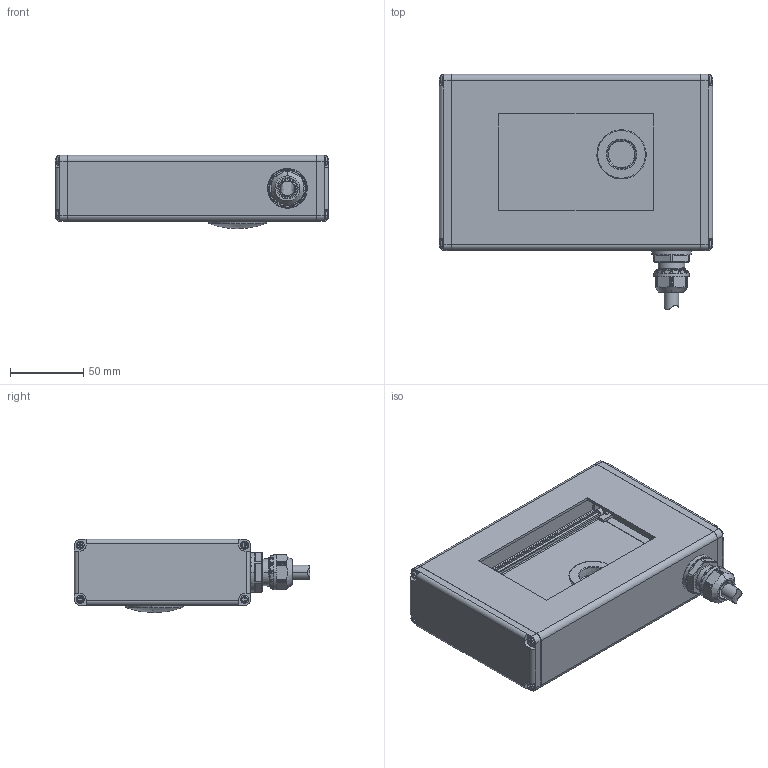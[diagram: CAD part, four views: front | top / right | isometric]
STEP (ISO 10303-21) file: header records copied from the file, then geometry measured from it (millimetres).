
FILE_DESCRIPTION (( 'STEP AP203' ), '1' );
FILE_NAME ('CMC-302N-STP.step', '2025-06-23T07:56:08', ( '' ), ( '' ), 'SwSTEP 2.0', 'SolidWorks 2020', '' );
FILE_SCHEMA (( 'CONFIG_CONTROL_DESIGN' ));
Length unit declared in the file: millimetre
Products named in the file (1): CMC-302N-STP
Bounding box: 186 x 160.36 x 50 mm (x, y, z)
Volume: 149032.2 mm3; surface area: 133365.1 mm2
Topology: 2 solids, 4 shells, 872 faces, 2392 edges, 1553 vertices
Faces by surface type: plane 464, cylinder 224, bspline 95, cone 61, torus 26, sphere 2
Entity records: 32375 total; most frequent: CARTESIAN_POINT 10680, ORIENTED_EDGE 4784, DIRECTION 4226, EDGE_CURVE 2392, VERTEX_POINT 1553, AXIS2_PLACEMENT_3D 1410, LINE 1406, VECTOR 1406
